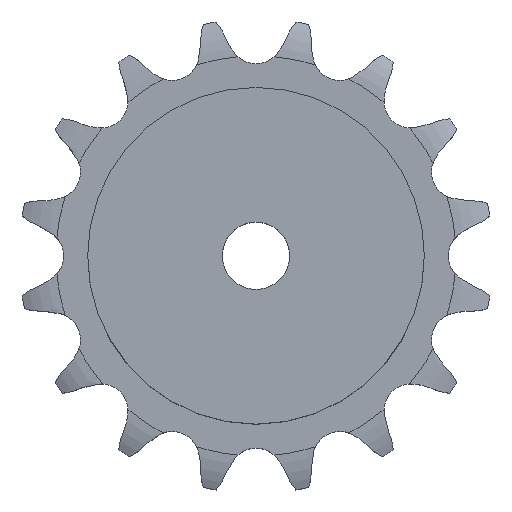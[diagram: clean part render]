
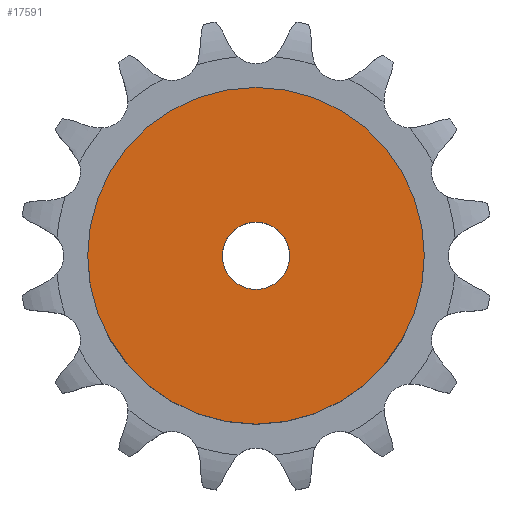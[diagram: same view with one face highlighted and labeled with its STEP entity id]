
A CAD part, top view. The second image highlights one B-rep face of the part: STEP entity #17591.
In plain terms, the highlighted planar face has unit normal (0, 0, 1).
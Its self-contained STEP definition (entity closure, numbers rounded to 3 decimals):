
#2505 = CYLINDRICAL_SURFACE('',#2506,50.);
#2506 = AXIS2_PLACEMENT_3D('',#2507,#2508,#2509);
#2507 = CARTESIAN_POINT('',(0.,0.,0.));
#2508 = DIRECTION('',(-0.,-0.,-1.));
#2509 = DIRECTION('',(1.,0.,0.));
#11270 = VERTEX_POINT('',#11271);
#11271 = CARTESIAN_POINT('',(50.,0.,45.));
#11292 = EDGE_CURVE('',#11270,#11270,#11293,.T.);
#11293 = SURFACE_CURVE('',#11294,(#11299,#11306),.PCURVE_S1.);
#11294 = CIRCLE('',#11295,50.);
#11295 = AXIS2_PLACEMENT_3D('',#11296,#11297,#11298);
#11296 = CARTESIAN_POINT('',(0.,0.,45.));
#11297 = DIRECTION('',(0.,0.,1.));
#11298 = DIRECTION('',(1.,0.,0.));
#11299 = PCURVE('',#2505,#11300);
#11300 = DEFINITIONAL_REPRESENTATION('',(#11301),#11305);
#11301 = LINE('',#11302,#11303);
#11302 = CARTESIAN_POINT('',(-0.,-45.));
#11303 = VECTOR('',#11304,1.);
#11304 = DIRECTION('',(-1.,0.));
#11305 = ( GEOMETRIC_REPRESENTATION_CONTEXT(2) 
PARAMETRIC_REPRESENTATION_CONTEXT() REPRESENTATION_CONTEXT('2D SPACE',''
  ) );
#11306 = PCURVE('',#11307,#11312);
#11307 = PLANE('',#11308);
#11308 = AXIS2_PLACEMENT_3D('',#11309,#11310,#11311);
#11309 = CARTESIAN_POINT('',(0.,0.,45.)
  );
#11310 = DIRECTION('',(0.,0.,1.));
#11311 = DIRECTION('',(1.,0.,0.));
#11312 = DEFINITIONAL_REPRESENTATION('',(#11313),#11317);
#11313 = CIRCLE('',#11314,50.);
#11314 = AXIS2_PLACEMENT_2D('',#11315,#11316);
#11315 = CARTESIAN_POINT('',(0.,0.));
#11316 = DIRECTION('',(1.,0.));
#11317 = ( GEOMETRIC_REPRESENTATION_CONTEXT(2) 
PARAMETRIC_REPRESENTATION_CONTEXT() REPRESENTATION_CONTEXT('2D SPACE',''
  ) );
#15045 = CYLINDRICAL_SURFACE('',#15046,10.);
#15046 = AXIS2_PLACEMENT_3D('',#15047,#15048,#15049);
#15047 = CARTESIAN_POINT('',(0.,0.,227.287));
#15048 = DIRECTION('',(0.,0.,1.));
#15049 = DIRECTION('',(1.,0.,0.));
#17591 = ADVANCED_FACE('',(#17592,#17595),#11307,.T.);
#17592 = FACE_BOUND('',#17593,.T.);
#17593 = EDGE_LOOP('',(#17594));
#17594 = ORIENTED_EDGE('',*,*,#11292,.T.);
#17595 = FACE_BOUND('',#17596,.T.);
#17596 = EDGE_LOOP('',(#17597));
#17597 = ORIENTED_EDGE('',*,*,#17598,.F.);
#17598 = EDGE_CURVE('',#17599,#17599,#17601,.T.);
#17599 = VERTEX_POINT('',#17600);
#17600 = CARTESIAN_POINT('',(10.,0.,45.));
#17601 = SURFACE_CURVE('',#17602,(#17607,#17614),.PCURVE_S1.);
#17602 = CIRCLE('',#17603,10.);
#17603 = AXIS2_PLACEMENT_3D('',#17604,#17605,#17606);
#17604 = CARTESIAN_POINT('',(0.,0.,45.));
#17605 = DIRECTION('',(0.,0.,1.));
#17606 = DIRECTION('',(1.,0.,0.));
#17607 = PCURVE('',#11307,#17608);
#17608 = DEFINITIONAL_REPRESENTATION('',(#17609),#17613);
#17609 = CIRCLE('',#17610,10.);
#17610 = AXIS2_PLACEMENT_2D('',#17611,#17612);
#17611 = CARTESIAN_POINT('',(0.,0.));
#17612 = DIRECTION('',(1.,0.));
#17613 = ( GEOMETRIC_REPRESENTATION_CONTEXT(2) 
PARAMETRIC_REPRESENTATION_CONTEXT() REPRESENTATION_CONTEXT('2D SPACE',''
  ) );
#17614 = PCURVE('',#15045,#17615);
#17615 = DEFINITIONAL_REPRESENTATION('',(#17616),#17620);
#17616 = LINE('',#17617,#17618);
#17617 = CARTESIAN_POINT('',(0.,-182.287));
#17618 = VECTOR('',#17619,1.);
#17619 = DIRECTION('',(1.,0.));
#17620 = ( GEOMETRIC_REPRESENTATION_CONTEXT(2) 
PARAMETRIC_REPRESENTATION_CONTEXT() REPRESENTATION_CONTEXT('2D SPACE',''
  ) );
